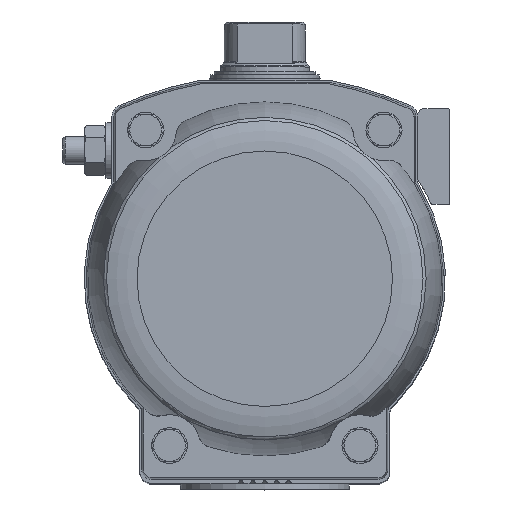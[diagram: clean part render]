
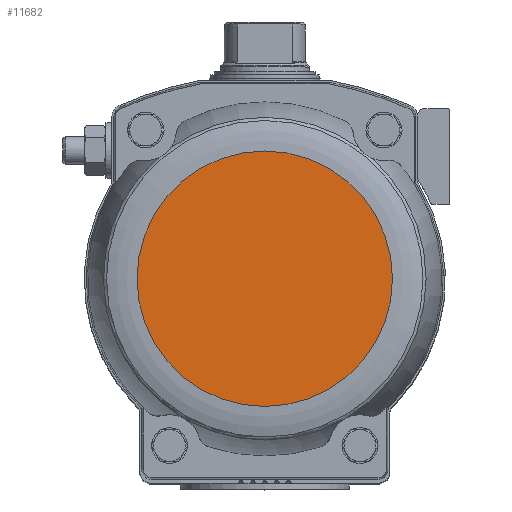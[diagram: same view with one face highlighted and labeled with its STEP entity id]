
A CAD part, top view. The second image highlights one B-rep face of the part: STEP entity #11682.
In plain terms, the highlighted planar face has unit normal (0, 0, 1).
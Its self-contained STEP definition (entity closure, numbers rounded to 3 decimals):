
#487=PLANE('',#12863);
#4353=ORIENTED_EDGE('',*,*,#6816,.T.);
#6816=EDGE_CURVE('',#8202,#8202,#8947,.T.);
#8202=VERTEX_POINT('',#19628);
#8947=CIRCLE('',#12862,64.36);
#9675=EDGE_LOOP('',(#4353));
#10658=FACE_BOUND('',#9675,.T.);
#11682=ADVANCED_FACE('',(#10658),#487,.F.);
#12862=AXIS2_PLACEMENT_3D('',#19627,#15472,#15473);
#12863=AXIS2_PLACEMENT_3D('',#19629,#15474,#15475);
#15472=DIRECTION('',(0.,0.,1.));
#15473=DIRECTION('',(1.,0.,0.));
#15474=DIRECTION('',(0.,0.,-1.));
#15475=DIRECTION('',(-1.,0.,0.));
#19627=CARTESIAN_POINT('',(0.,0.,214.15));
#19628=CARTESIAN_POINT('',(64.36,0.,214.15));
#19629=CARTESIAN_POINT('',(64.36,0.,214.15));
